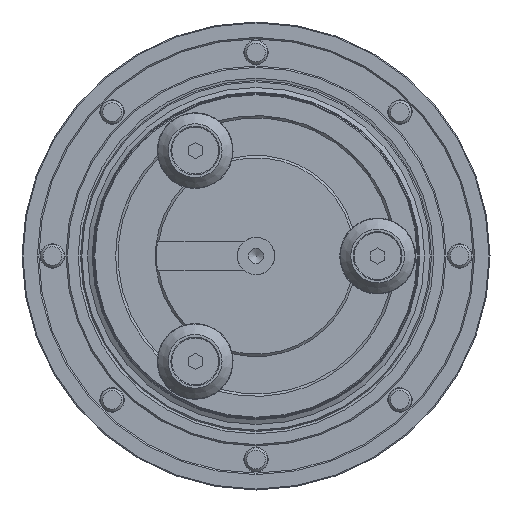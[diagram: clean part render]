
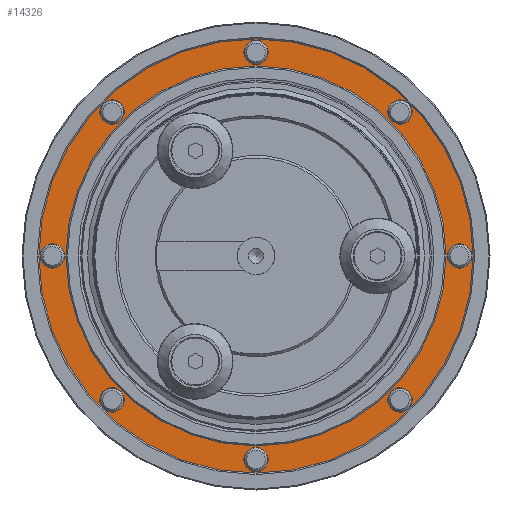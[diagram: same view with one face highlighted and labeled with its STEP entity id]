
A CAD part, front view. The second image highlights one B-rep face of the part: STEP entity #14326.
In plain terms, the highlighted planar face has unit normal (0, -1, 0).
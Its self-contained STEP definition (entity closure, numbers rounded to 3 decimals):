
#84 = DIRECTION ( 'NONE',  ( 0., 1., 0. ) ) ;
#423 = EDGE_LOOP ( 'NONE', ( #4498 ) ) ;
#524 = DIRECTION ( 'NONE',  ( 0., 1., 0. ) ) ;
#599 = EDGE_LOOP ( 'NONE', ( #7769 ) ) ;
#620 = CIRCLE ( 'NONE', #13252, 2.6 ) ;
#627 = CARTESIAN_POINT ( 'NONE',  ( 0., -9.7, -40.9 ) ) ;
#1263 = CARTESIAN_POINT ( 'NONE',  ( 0., -9.7, -43.5 ) ) ;
#1360 = VERTEX_POINT ( 'NONE', #6727 ) ;
#1402 = FACE_BOUND ( 'NONE', #14064, .T. ) ;
#1441 = CARTESIAN_POINT ( 'NONE',  ( 30.759, -9.7, 33.359 ) ) ;
#2095 = CARTESIAN_POINT ( 'NONE',  ( 0., -9.7, 0. ) ) ;
#2545 = FACE_BOUND ( 'NONE', #12476, .T. ) ;
#2695 = VERTEX_POINT ( 'NONE', #2867 ) ;
#2732 = CARTESIAN_POINT ( 'NONE',  ( 40.6, -9.7, 0. ) ) ;
#2864 = EDGE_CURVE ( 'NONE', #2695, #2695, #14174, .T. ) ;
#2867 = CARTESIAN_POINT ( 'NONE',  ( -30.759, -9.7, 33.359 ) ) ;
#2912 = ORIENTED_EDGE ( 'NONE', *, *, #11891, .F. ) ;
#3015 = ORIENTED_EDGE ( 'NONE', *, *, #12954, .T. ) ;
#3017 = CIRCLE ( 'NONE', #7519, 2.6 ) ;
#3786 = VERTEX_POINT ( 'NONE', #8830 ) ;
#3794 = DIRECTION ( 'NONE',  ( 0., -1., 0. ) ) ;
#3942 = ORIENTED_EDGE ( 'NONE', *, *, #16907, .F. ) ;
#4021 = DIRECTION ( 'NONE',  ( 0., -1., 0. ) ) ;
#4034 = CIRCLE ( 'NONE', #16400, 40.6 ) ;
#4232 = FACE_BOUND ( 'NONE', #12062, .T. ) ;
#4238 = DIRECTION ( 'NONE',  ( 0., 0., 1. ) ) ;
#4498 = ORIENTED_EDGE ( 'NONE', *, *, #16380, .F. ) ;
#4554 = ORIENTED_EDGE ( 'NONE', *, *, #10052, .F. ) ;
#4736 = DIRECTION ( 'NONE',  ( 0., 1., 0. ) ) ;
#4765 = VERTEX_POINT ( 'NONE', #10159 ) ;
#5141 = VERTEX_POINT ( 'NONE', #10541 ) ;
#5159 = DIRECTION ( 'NONE',  ( 0., 0., 1. ) ) ;
#5300 = DIRECTION ( 'NONE',  ( 0., -1., 0. ) ) ;
#5851 = EDGE_LOOP ( 'NONE', ( #10231 ) ) ;
#6501 = DIRECTION ( 'NONE',  ( 0., 0., 1. ) ) ;
#6587 = EDGE_CURVE ( 'NONE', #5141, #5141, #3017, .T. ) ;
#6597 = FACE_OUTER_BOUND ( 'NONE', #13675, .T. ) ;
#6632 = DIRECTION ( 'NONE',  ( 0., 0., 1. ) ) ;
#6727 = CARTESIAN_POINT ( 'NONE',  ( 43.5, -9.7, 2.6 ) ) ;
#6772 = FACE_BOUND ( 'NONE', #10579, .T. ) ;
#7236 = EDGE_CURVE ( 'NONE', #8219, #8219, #12283, .T. ) ;
#7324 = VERTEX_POINT ( 'NONE', #627 ) ;
#7434 = CARTESIAN_POINT ( 'NONE',  ( 0., -9.7, 43.5 ) ) ;
#7519 = AXIS2_PLACEMENT_3D ( 'NONE', #12093, #10788, #7740 ) ;
#7606 = CARTESIAN_POINT ( 'NONE',  ( -43.5, -9.7, 0. ) ) ;
#7685 = CARTESIAN_POINT ( 'NONE',  ( 0., -9.7, 46.4 ) ) ;
#7740 = DIRECTION ( 'NONE',  ( 0., 0., 1. ) ) ;
#7769 = ORIENTED_EDGE ( 'NONE', *, *, #6587, .F. ) ;
#7978 = EDGE_CURVE ( 'NONE', #1360, #1360, #9400, .T. ) ;
#8219 = VERTEX_POINT ( 'NONE', #1441 ) ;
#8830 = CARTESIAN_POINT ( 'NONE',  ( -43.5, -9.7, 2.6 ) ) ;
#8953 = CARTESIAN_POINT ( 'NONE',  ( 43.5, -9.7, 0. ) ) ;
#9029 = CIRCLE ( 'NONE', #12656, 2.6 ) ;
#9234 = CARTESIAN_POINT ( 'NONE',  ( -30.759, -9.7, 30.759 ) ) ;
#9400 = CIRCLE ( 'NONE', #13847, 2.6 ) ;
#9411 = DIRECTION ( 'NONE',  ( 0., 0., 1. ) ) ;
#9442 = FACE_BOUND ( 'NONE', #15811, .T. ) ;
#9607 = FACE_BOUND ( 'NONE', #423, .T. ) ;
#9629 = VERTEX_POINT ( 'NONE', #14705 ) ;
#9642 = AXIS2_PLACEMENT_3D ( 'NONE', #1263, #5300, #6632 ) ;
#9874 = AXIS2_PLACEMENT_3D ( 'NONE', #2732, #84, #6501 ) ;
#10023 = EDGE_LOOP ( 'NONE', ( #2912 ) ) ;
#10052 = EDGE_CURVE ( 'NONE', #4765, #4765, #620, .T. ) ;
#10159 = CARTESIAN_POINT ( 'NONE',  ( -30.759, -9.7, -28.159 ) ) ;
#10231 = ORIENTED_EDGE ( 'NONE', *, *, #7978, .F. ) ;
#10321 = VERTEX_POINT ( 'NONE', #7685 ) ;
#10541 = CARTESIAN_POINT ( 'NONE',  ( 30.759, -9.7, -28.159 ) ) ;
#10579 = EDGE_LOOP ( 'NONE', ( #14404 ) ) ;
#10581 = FACE_BOUND ( 'NONE', #10023, .T. ) ;
#10678 = CARTESIAN_POINT ( 'NONE',  ( 30.759, -9.7, 30.759 ) ) ;
#10788 = DIRECTION ( 'NONE',  ( 0., -1., 0. ) ) ;
#11441 = CARTESIAN_POINT ( 'NONE',  ( 0., -9.7, 0. ) ) ;
#11544 = DIRECTION ( 'NONE',  ( 0., 0., 1. ) ) ;
#11738 = VERTEX_POINT ( 'NONE', #16918 ) ;
#11857 = DIRECTION ( 'NONE',  ( 0., -1., 0. ) ) ;
#11891 = EDGE_CURVE ( 'NONE', #11738, #11738, #9029, .T. ) ;
#12062 = EDGE_LOOP ( 'NONE', ( #14988 ) ) ;
#12093 = CARTESIAN_POINT ( 'NONE',  ( 30.759, -9.7, -30.759 ) ) ;
#12283 = CIRCLE ( 'NONE', #12546, 2.6 ) ;
#12351 = ORIENTED_EDGE ( 'NONE', *, *, #14966, .F. ) ;
#12476 = EDGE_LOOP ( 'NONE', ( #4554 ) ) ;
#12546 = AXIS2_PLACEMENT_3D ( 'NONE', #10678, #14883, #16004 ) ;
#12656 = AXIS2_PLACEMENT_3D ( 'NONE', #7434, #15175, #16570 ) ;
#12703 = CIRCLE ( 'NONE', #9642, 2.6 ) ;
#12954 = EDGE_CURVE ( 'NONE', #9629, #9629, #4034, .T. ) ;
#13181 = FACE_BOUND ( 'NONE', #599, .T. ) ;
#13252 = AXIS2_PLACEMENT_3D ( 'NONE', #14211, #11857, #5159 ) ;
#13675 = EDGE_LOOP ( 'NONE', ( #3942 ) ) ;
#13847 = AXIS2_PLACEMENT_3D ( 'NONE', #8953, #14266, #4238 ) ;
#14064 = EDGE_LOOP ( 'NONE', ( #3015 ) ) ;
#14174 = CIRCLE ( 'NONE', #16999, 2.6 ) ;
#14211 = CARTESIAN_POINT ( 'NONE',  ( -30.759, -9.7, -30.759 ) ) ;
#14222 = CIRCLE ( 'NONE', #14510, 2.6 ) ;
#14266 = DIRECTION ( 'NONE',  ( 0., -1., 0. ) ) ;
#14326 = ADVANCED_FACE ( 'NONE', ( #6597, #1402, #16287, #4232, #10581, #6772, #9607, #2545, #9442, #13181 ), #14783, .F. ) ;
#14404 = ORIENTED_EDGE ( 'NONE', *, *, #2864, .F. ) ;
#14510 = AXIS2_PLACEMENT_3D ( 'NONE', #7606, #3794, #11544 ) ;
#14532 = AXIS2_PLACEMENT_3D ( 'NONE', #11441, #4736, #15482 ) ;
#14705 = CARTESIAN_POINT ( 'NONE',  ( 0., -9.7, 40.6 ) ) ;
#14783 = PLANE ( 'NONE',  #9874 ) ;
#14883 = DIRECTION ( 'NONE',  ( 0., -1., 0. ) ) ;
#14966 = EDGE_CURVE ( 'NONE', #7324, #7324, #12703, .T. ) ;
#14988 = ORIENTED_EDGE ( 'NONE', *, *, #7236, .F. ) ;
#15175 = DIRECTION ( 'NONE',  ( 0., -1., 0. ) ) ;
#15482 = DIRECTION ( 'NONE',  ( 0., 0., 1. ) ) ;
#15811 = EDGE_LOOP ( 'NONE', ( #12351 ) ) ;
#16004 = DIRECTION ( 'NONE',  ( 0., 0., 1. ) ) ;
#16287 = FACE_BOUND ( 'NONE', #5851, .T. ) ;
#16380 = EDGE_CURVE ( 'NONE', #3786, #3786, #14222, .T. ) ;
#16400 = AXIS2_PLACEMENT_3D ( 'NONE', #2095, #524, #16628 ) ;
#16515 = CIRCLE ( 'NONE', #14532, 46.4 ) ;
#16570 = DIRECTION ( 'NONE',  ( 0., 0., 1. ) ) ;
#16628 = DIRECTION ( 'NONE',  ( 0., 0., 1. ) ) ;
#16907 = EDGE_CURVE ( 'NONE', #10321, #10321, #16515, .T. ) ;
#16918 = CARTESIAN_POINT ( 'NONE',  ( 0., -9.7, 46.1 ) ) ;
#16999 = AXIS2_PLACEMENT_3D ( 'NONE', #9234, #4021, #9411 ) ;
